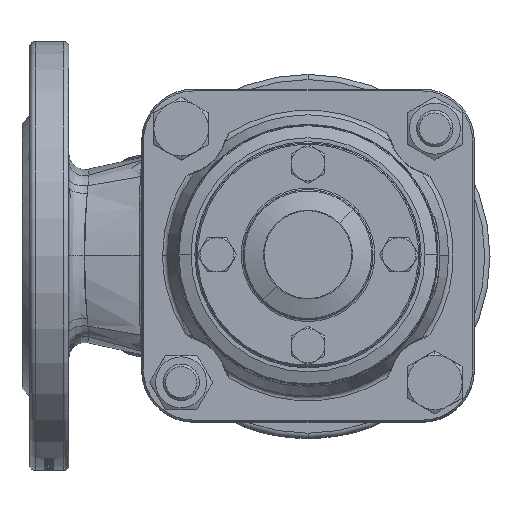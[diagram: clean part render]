
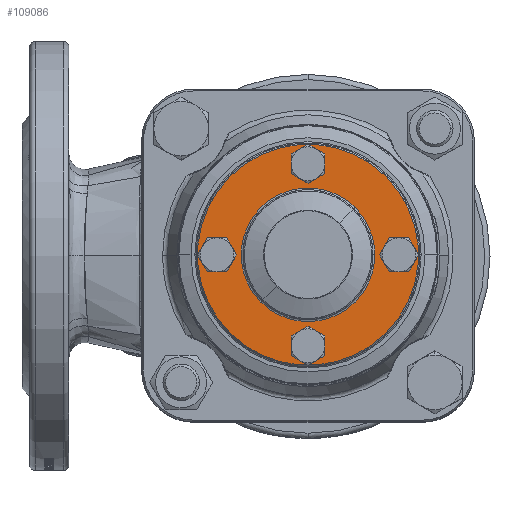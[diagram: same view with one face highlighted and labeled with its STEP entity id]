
A CAD part, top view. The second image highlights one B-rep face of the part: STEP entity #109086.
In plain terms, the highlighted planar face has unit normal (0, 0, 1).
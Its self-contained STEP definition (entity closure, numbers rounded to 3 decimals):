
#107833=CARTESIAN_POINT('',(-31.818,3.182,269.3));
#107834=VERTEX_POINT('',#107833);
#107841=CARTESIAN_POINT('',(-38.182,-3.182,269.3));
#107842=VERTEX_POINT('',#107841);
#107843=CARTESIAN_POINT('',(-35.,0.,269.3));
#107844=DIRECTION('',(0.,0.,1.));
#107845=DIRECTION('',(-0.707,-0.707,0.));
#107846=AXIS2_PLACEMENT_3D('',#107843,#107844,#107845);
#107847=CIRCLE('',#107846,4.5);
#107848=EDGE_CURVE('NONE',#107834,#107842,#107847,.T.);
#107875=CARTESIAN_POINT('',(3.182,-31.818,269.3));
#107876=VERTEX_POINT('',#107875);
#107883=CARTESIAN_POINT('',(-3.182,-38.182,269.3));
#107884=VERTEX_POINT('',#107883);
#107885=CARTESIAN_POINT('',(0.,-35.,269.3));
#107886=DIRECTION('',(0.,0.,1.));
#107887=DIRECTION('',(-0.707,-0.707,0.));
#107888=AXIS2_PLACEMENT_3D('',#107885,#107886,#107887);
#107889=CIRCLE('',#107888,4.5);
#107890=EDGE_CURVE('NONE',#107876,#107884,#107889,.T.);
#107917=CARTESIAN_POINT('',(38.182,3.182,269.3));
#107918=VERTEX_POINT('',#107917);
#107925=CARTESIAN_POINT('',(31.818,-3.182,269.3));
#107926=VERTEX_POINT('',#107925);
#107927=CARTESIAN_POINT('',(35.,0.,269.3));
#107928=DIRECTION('',(0.,0.,1.));
#107929=DIRECTION('',(-0.707,-0.707,0.));
#107930=AXIS2_PLACEMENT_3D('',#107927,#107928,#107929);
#107931=CIRCLE('',#107930,4.5);
#107932=EDGE_CURVE('NONE',#107918,#107926,#107931,.T.);
#107959=CARTESIAN_POINT('',(3.182,38.182,269.3));
#107960=VERTEX_POINT('',#107959);
#107967=CARTESIAN_POINT('',(-3.182,31.818,269.3));
#107968=VERTEX_POINT('',#107967);
#107969=CARTESIAN_POINT('',(0.,35.,269.3));
#107970=DIRECTION('',(0.,0.,1.));
#107971=DIRECTION('',(-0.707,-0.707,0.));
#107972=AXIS2_PLACEMENT_3D('',#107969,#107970,#107971);
#107973=CIRCLE('',#107972,4.5);
#107974=EDGE_CURVE('NONE',#107960,#107968,#107973,.T.);
#108074=CARTESIAN_POINT('',(-30.052,-30.052,269.3));
#108075=VERTEX_POINT('',#108074);
#108076=CARTESIAN_POINT('',(30.052,30.052,269.3));
#108077=VERTEX_POINT('',#108076);
#108078=CARTESIAN_POINT('',(0.,0.,269.3));
#108079=DIRECTION('',(-0.,-0.,1.));
#108080=DIRECTION('',(0.707,0.707,0.));
#108081=AXIS2_PLACEMENT_3D('',#108078,#108079,#108080);
#108082=CIRCLE('',#108081,42.5);
#108083=EDGE_CURVE('NONE',#108075,#108077,#108082,.T.);
#108116=CARTESIAN_POINT('',(-18.173,-18.173,269.3));
#108117=VERTEX_POINT('',#108116);
#108118=CARTESIAN_POINT('',(18.173,18.173,269.3));
#108119=VERTEX_POINT('',#108118);
#108120=CARTESIAN_POINT('',(0.,0.,269.3));
#108121=DIRECTION('',(0.,0.,-1.));
#108122=DIRECTION('',(0.707,0.707,0.));
#108123=AXIS2_PLACEMENT_3D('',#108120,#108121,#108122);
#108124=CIRCLE('',#108123,25.7);
#108125=EDGE_CURVE('NONE',#108117,#108119,#108124,.T.);
#109021=CARTESIAN_POINT('',(-30.406,30.406,269.3));
#109022=DIRECTION('',(0.,0.,-1.));
#109023=DIRECTION('',(0.707,0.707,0.));
#109024=AXIS2_PLACEMENT_3D('',#109021,#109022,#109023);
#109025=PLANE('',#109024);
#109026=CARTESIAN_POINT('',(-35.,0.,269.3));
#109027=DIRECTION('',(0.,0.,1.));
#109028=DIRECTION('',(-0.707,-0.707,0.));
#109029=AXIS2_PLACEMENT_3D('',#109026,#109027,#109028);
#109030=CIRCLE('',#109029,4.5);
#109031=EDGE_CURVE('NONE',#107842,#107834,#109030,.T.);
#109032=ORIENTED_EDGE('',*,*,#109031,.F.);
#109033=ORIENTED_EDGE('',*,*,#107848,.F.);
#109034=EDGE_LOOP('',(#109032,#109033));
#109035=FACE_BOUND('',#109034,.T.);
#109036=CARTESIAN_POINT('',(0.,-35.,269.3));
#109037=DIRECTION('',(0.,0.,1.));
#109038=DIRECTION('',(-0.707,-0.707,0.));
#109039=AXIS2_PLACEMENT_3D('',#109036,#109037,#109038);
#109040=CIRCLE('',#109039,4.5);
#109041=EDGE_CURVE('NONE',#107884,#107876,#109040,.T.);
#109042=ORIENTED_EDGE('',*,*,#109041,.F.);
#109043=ORIENTED_EDGE('',*,*,#107890,.F.);
#109044=EDGE_LOOP('',(#109042,#109043));
#109045=FACE_BOUND('',#109044,.T.);
#109046=CARTESIAN_POINT('',(35.,0.,269.3));
#109047=DIRECTION('',(0.,0.,1.));
#109048=DIRECTION('',(-0.707,-0.707,0.));
#109049=AXIS2_PLACEMENT_3D('',#109046,#109047,#109048);
#109050=CIRCLE('',#109049,4.5);
#109051=EDGE_CURVE('NONE',#107926,#107918,#109050,.T.);
#109052=ORIENTED_EDGE('',*,*,#109051,.F.);
#109053=ORIENTED_EDGE('',*,*,#107932,.F.);
#109054=EDGE_LOOP('',(#109052,#109053));
#109055=FACE_BOUND('',#109054,.T.);
#109056=CARTESIAN_POINT('',(0.,35.,269.3));
#109057=DIRECTION('',(0.,0.,1.));
#109058=DIRECTION('',(-0.707,-0.707,0.));
#109059=AXIS2_PLACEMENT_3D('',#109056,#109057,#109058);
#109060=CIRCLE('',#109059,4.5);
#109061=EDGE_CURVE('NONE',#107968,#107960,#109060,.T.);
#109062=ORIENTED_EDGE('',*,*,#109061,.F.);
#109063=ORIENTED_EDGE('',*,*,#107974,.F.);
#109064=EDGE_LOOP('',(#109062,#109063));
#109065=FACE_BOUND('',#109064,.T.);
#109066=CARTESIAN_POINT('',(0.,0.,269.3));
#109067=DIRECTION('',(-0.,-0.,1.));
#109068=DIRECTION('',(0.707,0.707,0.));
#109069=AXIS2_PLACEMENT_3D('',#109066,#109067,#109068);
#109070=CIRCLE('',#109069,42.5);
#109071=EDGE_CURVE('NONE',#108077,#108075,#109070,.T.);
#109072=ORIENTED_EDGE('',*,*,#109071,.T.);
#109073=ORIENTED_EDGE('',*,*,#108083,.T.);
#109074=EDGE_LOOP('',(#109072,#109073));
#109075=FACE_BOUND('',#109074,.T.);
#109076=CARTESIAN_POINT('',(0.,0.,269.3));
#109077=DIRECTION('',(0.,0.,-1.));
#109078=DIRECTION('',(0.707,0.707,0.));
#109079=AXIS2_PLACEMENT_3D('',#109076,#109077,#109078);
#109080=CIRCLE('',#109079,25.7);
#109081=EDGE_CURVE('NONE',#108119,#108117,#109080,.T.);
#109082=ORIENTED_EDGE('',*,*,#109081,.T.);
#109083=ORIENTED_EDGE('',*,*,#108125,.T.);
#109084=EDGE_LOOP('',(#109082,#109083));
#109085=FACE_BOUND('',#109084,.T.);
#109086=ADVANCED_FACE('NONE',(#109035,#109045,#109055,#109065,#109075,#109085),#109025,.F.);
